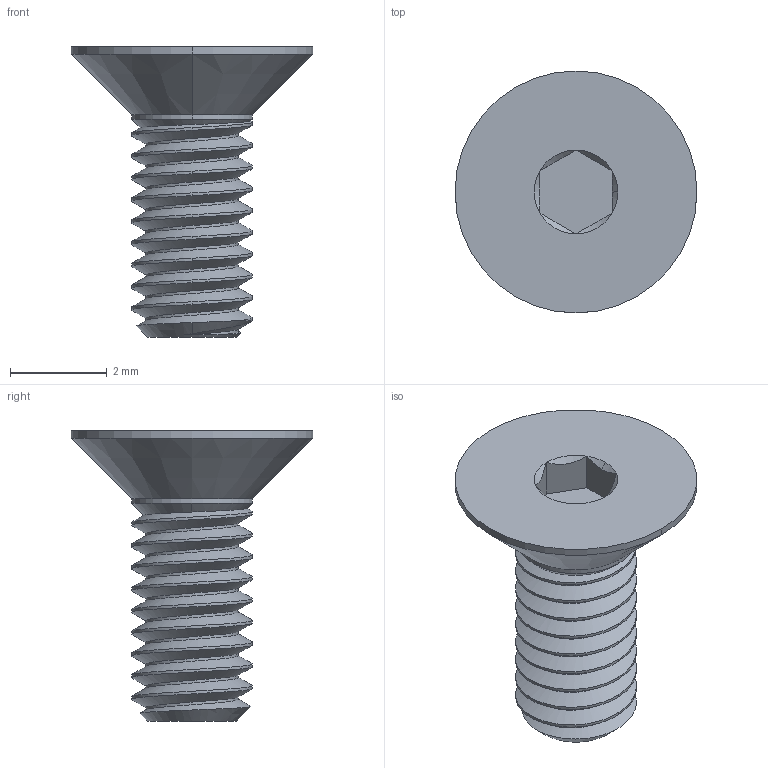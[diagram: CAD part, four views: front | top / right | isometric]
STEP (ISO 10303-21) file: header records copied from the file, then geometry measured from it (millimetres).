
FILE_DESCRIPTION (( 'STEP AP203' ), '1' );
FILE_NAME ('91263A422_Zinc-Plated Alloy Steel Hex Drive Flat Head Screw.STEP', '2023-02-03T17:10:26', ( 'Administrator' ), ( 'Managed by Terraform' ), 'SwSTEP 2.0', 'SolidWorks 2017', '' );
FILE_SCHEMA (( 'CONFIG_CONTROL_DESIGN' ));
Length unit declared in the file: millimetre
Products named in the file (1): 91263A422_Zinc-Plated Alloy Steel Hex Drive Flat Head Screw
Bounding box: 5 x 5 x 6 mm (x, y, z)
Volume: 33.5 mm3; surface area: 104 mm2
Topology: 1 solids, 1 shells, 50 faces, 124 edges, 77 vertices
Faces by surface type: cylinder 22, cone 16, plane 9, bspline 3
Entity records: 2911 total; most frequent: CARTESIAN_POINT 1808, ORIENTED_EDGE 248, DIRECTION 179, EDGE_CURVE 124, VERTEX_POINT 77, AXIS2_PLACEMENT_3D 68, EDGE_LOOP 51, FACE_OUTER_BOUND 50
